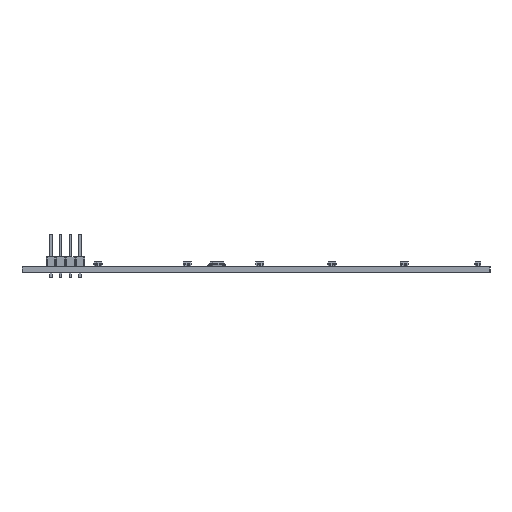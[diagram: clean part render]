
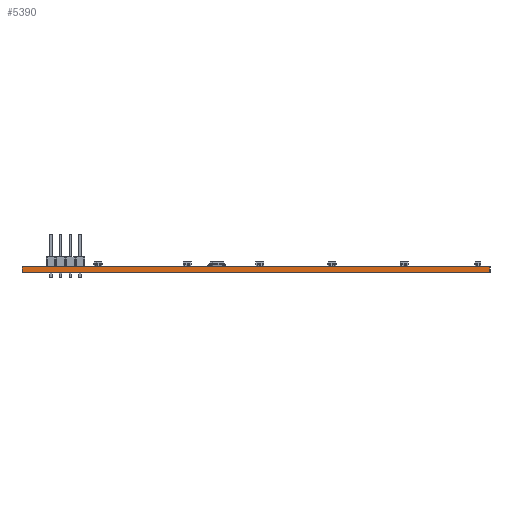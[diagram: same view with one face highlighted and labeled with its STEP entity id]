
A CAD part, left-side view. The second image highlights one B-rep face of the part: STEP entity #5390.
In plain terms, the highlighted planar face has unit normal (-1, 0, 0).
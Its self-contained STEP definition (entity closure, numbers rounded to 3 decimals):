
#5334 = VERTEX_POINT('',#5335);
#5335 = CARTESIAN_POINT('',(10.16,-133.35,1.51));
#5341 = EDGE_CURVE('',#5342,#5334,#5344,.T.);
#5342 = VERTEX_POINT('',#5343);
#5343 = CARTESIAN_POINT('',(10.16,-133.35,0.));
#5344 = LINE('',#5345,#5346);
#5345 = CARTESIAN_POINT('',(10.16,-133.35,0.));
#5346 = VECTOR('',#5347,1.);
#5347 = DIRECTION('',(0.,0.,1.));
#5390 = ADVANCED_FACE('',(#5391),#5416,.T.);
#5391 = FACE_BOUND('',#5392,.T.);
#5392 = EDGE_LOOP('',(#5393,#5394,#5402,#5410));
#5393 = ORIENTED_EDGE('',*,*,#5341,.T.);
#5394 = ORIENTED_EDGE('',*,*,#5395,.T.);
#5395 = EDGE_CURVE('',#5334,#5396,#5398,.T.);
#5396 = VERTEX_POINT('',#5397);
#5397 = CARTESIAN_POINT('',(10.16,-10.16,1.51));
#5398 = LINE('',#5399,#5400);
#5399 = CARTESIAN_POINT('',(10.16,-133.35,1.51));
#5400 = VECTOR('',#5401,1.);
#5401 = DIRECTION('',(0.,1.,0.));
#5402 = ORIENTED_EDGE('',*,*,#5403,.F.);
#5403 = EDGE_CURVE('',#5404,#5396,#5406,.T.);
#5404 = VERTEX_POINT('',#5405);
#5405 = CARTESIAN_POINT('',(10.16,-10.16,0.));
#5406 = LINE('',#5407,#5408);
#5407 = CARTESIAN_POINT('',(10.16,-10.16,0.));
#5408 = VECTOR('',#5409,1.);
#5409 = DIRECTION('',(0.,0.,1.));
#5410 = ORIENTED_EDGE('',*,*,#5411,.F.);
#5411 = EDGE_CURVE('',#5342,#5404,#5412,.T.);
#5412 = LINE('',#5413,#5414);
#5413 = CARTESIAN_POINT('',(10.16,-133.35,0.));
#5414 = VECTOR('',#5415,1.);
#5415 = DIRECTION('',(0.,1.,0.));
#5416 = PLANE('',#5417);
#5417 = AXIS2_PLACEMENT_3D('',#5418,#5419,#5420);
#5418 = CARTESIAN_POINT('',(10.16,-133.35,0.));
#5419 = DIRECTION('',(-1.,0.,0.));
#5420 = DIRECTION('',(0.,1.,0.));
